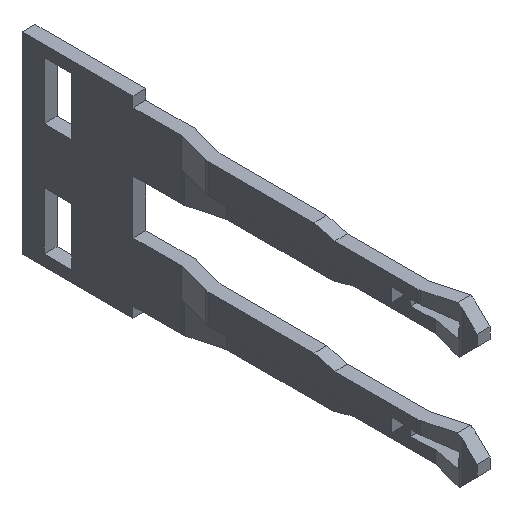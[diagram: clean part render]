
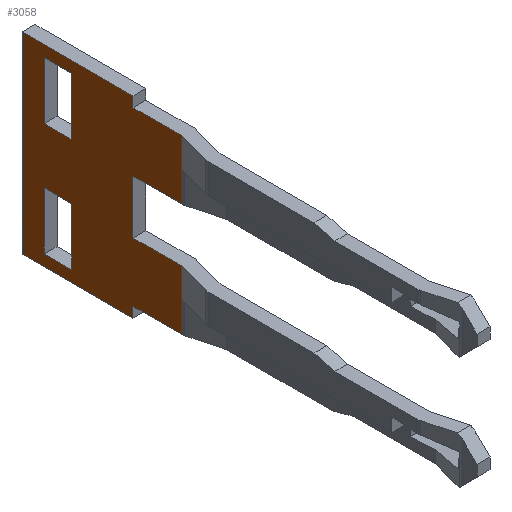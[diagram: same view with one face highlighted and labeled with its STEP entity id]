
A CAD part, isometric view. The second image highlights one B-rep face of the part: STEP entity #3058.
In plain terms, the highlighted planar face has unit normal (-1, 0, 0).
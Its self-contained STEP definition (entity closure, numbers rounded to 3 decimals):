
#261=DIRECTION('',(0.,1.,0.));
#262=VECTOR('',#261,2.6);
#263=CARTESIAN_POINT('',(3.35,28.3,-10.));
#264=LINE('',#263,#262);
#326=DIRECTION('',(0.,0.,-1.));
#327=VECTOR('',#326,0.55);
#328=CARTESIAN_POINT('',(3.35,30.9,-10.));
#329=LINE('',#328,#327);
#340=DIRECTION('',(0.,1.,0.));
#341=VECTOR('',#340,6.);
#342=CARTESIAN_POINT('',(3.35,30.9,-0.15));
#343=LINE('',#342,#341);
#347=DIRECTION('',(0.,0.,1.));
#348=VECTOR('',#347,0.55);
#349=CARTESIAN_POINT('',(3.35,30.9,-0.7));
#350=LINE('',#349,#348);
#354=DIRECTION('',(0.,0.,1.));
#355=VECTOR('',#354,2.9);
#356=CARTESIAN_POINT('',(3.35,30.9,-6.8));
#357=LINE('',#356,#355);
#361=DIRECTION('',(0.,0.,-1.));
#362=VECTOR('',#361,1.6);
#363=CARTESIAN_POINT('',(3.35,28.3,-8.4));
#364=LINE('',#363,#362);
#433=DIRECTION('',(0.,0.,-1.));
#434=VECTOR('',#433,1.6);
#435=CARTESIAN_POINT('',(3.35,28.3,-6.8));
#436=LINE('',#435,#434);
#440=DIRECTION('',(0.,-1.,0.));
#441=VECTOR('',#440,2.6);
#442=CARTESIAN_POINT('',(3.35,30.9,-6.8));
#443=LINE('',#442,#441);
#519=DIRECTION('',(0.,1.,0.));
#520=VECTOR('',#519,2.6);
#521=CARTESIAN_POINT('',(3.35,28.3,-3.9));
#522=LINE('',#521,#520);
#584=DIRECTION('',(0.,0.,-1.));
#585=VECTOR('',#584,1.6);
#586=CARTESIAN_POINT('',(3.35,28.3,-2.3));
#587=LINE('',#586,#585);
#829=DIRECTION('',(0.,-1.,0.));
#830=VECTOR('',#829,2.6);
#831=CARTESIAN_POINT('',(3.35,30.9,-0.7));
#832=LINE('',#831,#830);
#871=DIRECTION('',(0.,0.,1.));
#872=VECTOR('',#871,10.4);
#873=CARTESIAN_POINT('',(3.35,36.9,-10.55));
#874=LINE('',#873,#872);
#892=DIRECTION('',(0.,1.,0.));
#893=VECTOR('',#892,6.);
#894=CARTESIAN_POINT('',(3.35,30.9,-10.55));
#895=LINE('',#894,#893);
#1570=DIRECTION('',(0.,0.,-1.));
#1571=VECTOR('',#1570,1.6);
#1572=CARTESIAN_POINT('',(3.35,28.3,-0.7));
#1573=LINE('',#1572,#1571);
#2291=DIRECTION('',(0.,1.,0.));
#2292=VECTOR('',#2291,1.5);
#2293=CARTESIAN_POINT('',(3.35,34.2,-6.85));
#2294=LINE('',#2293,#2292);
#2312=DIRECTION('',(0.,0.,-1.));
#2313=VECTOR('',#2312,3.1);
#2314=CARTESIAN_POINT('',(3.35,35.7,-6.85));
#2315=LINE('',#2314,#2313);
#2333=DIRECTION('',(0.,-1.,0.));
#2334=VECTOR('',#2333,1.5);
#2335=CARTESIAN_POINT('',(3.35,35.7,-9.95));
#2336=LINE('',#2335,#2334);
#2340=DIRECTION('',(0.,0.,1.));
#2341=VECTOR('',#2340,3.1);
#2342=CARTESIAN_POINT('',(3.35,34.2,-9.95));
#2343=LINE('',#2342,#2341);
#2375=DIRECTION('',(0.,0.,1.));
#2376=VECTOR('',#2375,3.1);
#2377=CARTESIAN_POINT('',(3.35,34.2,-3.85));
#2378=LINE('',#2377,#2376);
#2382=DIRECTION('',(0.,1.,0.));
#2383=VECTOR('',#2382,1.5);
#2384=CARTESIAN_POINT('',(3.35,34.2,-0.75));
#2385=LINE('',#2384,#2383);
#2417=DIRECTION('',(0.,0.,-1.));
#2418=VECTOR('',#2417,3.1);
#2419=CARTESIAN_POINT('',(3.35,35.7,-0.75));
#2420=LINE('',#2419,#2418);
#2438=DIRECTION('',(0.,-1.,0.));
#2439=VECTOR('',#2438,1.5);
#2440=CARTESIAN_POINT('',(3.35,35.7,-3.85));
#2441=LINE('',#2440,#2439);
#2489=CARTESIAN_POINT('',(3.35,34.2,-9.95));
#2490=VERTEX_POINT('',#2489);
#2491=CARTESIAN_POINT('',(3.35,34.2,-6.85));
#2492=VERTEX_POINT('',#2491);
#2493=CARTESIAN_POINT('',(3.35,35.7,-9.95));
#2494=VERTEX_POINT('',#2493);
#2495=CARTESIAN_POINT('',(3.35,35.7,-6.85));
#2496=VERTEX_POINT('',#2495);
#2547=CARTESIAN_POINT('',(3.35,28.3,-0.7));
#2548=VERTEX_POINT('',#2547);
#2549=CARTESIAN_POINT('',(3.35,30.9,-0.7));
#2550=VERTEX_POINT('',#2549);
#2551=CARTESIAN_POINT('',(3.35,34.2,-0.75));
#2552=CARTESIAN_POINT('',(3.35,35.7,-0.75));
#2553=VERTEX_POINT('',#2551);
#2554=VERTEX_POINT('',#2552);
#2555=CARTESIAN_POINT('',(3.35,35.7,-3.85));
#2556=VERTEX_POINT('',#2555);
#2557=CARTESIAN_POINT('',(3.35,34.2,-3.85));
#2558=VERTEX_POINT('',#2557);
#2559=CARTESIAN_POINT('',(3.35,28.3,-10.));
#2560=CARTESIAN_POINT('',(3.35,30.9,-10.));
#2561=VERTEX_POINT('',#2559);
#2562=VERTEX_POINT('',#2560);
#2563=CARTESIAN_POINT('',(3.35,30.9,-10.55));
#2564=VERTEX_POINT('',#2563);
#2565=CARTESIAN_POINT('',(3.35,36.9,-10.55));
#2566=VERTEX_POINT('',#2565);
#2567=CARTESIAN_POINT('',(3.35,36.9,-0.15));
#2568=VERTEX_POINT('',#2567);
#2569=CARTESIAN_POINT('',(3.35,30.9,-0.15));
#2570=VERTEX_POINT('',#2569);
#2571=CARTESIAN_POINT('',(3.35,28.3,-2.3));
#2572=VERTEX_POINT('',#2571);
#2573=CARTESIAN_POINT('',(3.35,28.3,-3.9));
#2574=VERTEX_POINT('',#2573);
#2575=CARTESIAN_POINT('',(3.35,30.9,-3.9));
#2576=VERTEX_POINT('',#2575);
#2577=CARTESIAN_POINT('',(3.35,30.9,-6.8));
#2578=VERTEX_POINT('',#2577);
#2579=CARTESIAN_POINT('',(3.35,28.3,-6.8));
#2580=VERTEX_POINT('',#2579);
#2581=CARTESIAN_POINT('',(3.35,28.3,-8.4));
#2582=VERTEX_POINT('',#2581);
#3005=CARTESIAN_POINT('',(3.35,37.,-5.3));
#3006=DIRECTION('',(-1.,0.,0.));
#3007=DIRECTION('',(0.,1.,0.));
#3008=AXIS2_PLACEMENT_3D('',#3005,#3006,#3007);
#3009=PLANE('',#3008);
#3011=ORIENTED_EDGE('',*,*,#3010,.T.);
#3012=ORIENTED_EDGE('',*,*,#2958,.T.);
#3013=ORIENTED_EDGE('',*,*,#2989,.T.);
#3015=ORIENTED_EDGE('',*,*,#3014,.T.);
#3017=ORIENTED_EDGE('',*,*,#3016,.T.);
#3019=ORIENTED_EDGE('',*,*,#3018,.F.);
#3021=ORIENTED_EDGE('',*,*,#3020,.F.);
#3023=ORIENTED_EDGE('',*,*,#3022,.T.);
#3025=ORIENTED_EDGE('',*,*,#3024,.T.);
#3027=ORIENTED_EDGE('',*,*,#3026,.T.);
#3029=ORIENTED_EDGE('',*,*,#3028,.T.);
#3031=ORIENTED_EDGE('',*,*,#3030,.F.);
#3033=ORIENTED_EDGE('',*,*,#3032,.T.);
#3035=ORIENTED_EDGE('',*,*,#3034,.T.);
#3036=EDGE_LOOP('',(#3011,#3012,#3013,#3015,#3017,#3019,#3021,#3023,#3025,#3027,
#3029,#3031,#3033,#3035));
#3037=FACE_OUTER_BOUND('',#3036,.F.);
#3039=ORIENTED_EDGE('',*,*,#3038,.T.);
#3041=ORIENTED_EDGE('',*,*,#3040,.T.);
#3043=ORIENTED_EDGE('',*,*,#3042,.T.);
#3045=ORIENTED_EDGE('',*,*,#3044,.T.);
#3046=EDGE_LOOP('',(#3039,#3041,#3043,#3045));
#3047=FACE_BOUND('',#3046,.F.);
#3049=ORIENTED_EDGE('',*,*,#3048,.T.);
#3051=ORIENTED_EDGE('',*,*,#3050,.T.);
#3053=ORIENTED_EDGE('',*,*,#3052,.T.);
#3055=ORIENTED_EDGE('',*,*,#3054,.T.);
#3056=EDGE_LOOP('',(#3049,#3051,#3053,#3055));
#3057=FACE_BOUND('',#3056,.F.);
#2958=EDGE_CURVE('',#2561,#2562,#264,.T.);
#2989=EDGE_CURVE('',#2562,#2564,#329,.T.);
#3010=EDGE_CURVE('',#2582,#2561,#364,.T.);
#3014=EDGE_CURVE('',#2564,#2566,#895,.T.);
#3016=EDGE_CURVE('',#2566,#2568,#874,.T.);
#3018=EDGE_CURVE('',#2570,#2568,#343,.T.);
#3020=EDGE_CURVE('',#2550,#2570,#350,.T.);
#3022=EDGE_CURVE('',#2550,#2548,#832,.T.);
#3024=EDGE_CURVE('',#2548,#2572,#1573,.T.);
#3026=EDGE_CURVE('',#2572,#2574,#587,.T.);
#3028=EDGE_CURVE('',#2574,#2576,#522,.T.);
#3030=EDGE_CURVE('',#2578,#2576,#357,.T.);
#3032=EDGE_CURVE('',#2578,#2580,#443,.T.);
#3034=EDGE_CURVE('',#2580,#2582,#436,.T.);
#3038=EDGE_CURVE('',#2492,#2496,#2294,.T.);
#3040=EDGE_CURVE('',#2496,#2494,#2315,.T.);
#3042=EDGE_CURVE('',#2494,#2490,#2336,.T.);
#3044=EDGE_CURVE('',#2490,#2492,#2343,.T.);
#3048=EDGE_CURVE('',#2558,#2553,#2378,.T.);
#3050=EDGE_CURVE('',#2553,#2554,#2385,.T.);
#3052=EDGE_CURVE('',#2554,#2556,#2420,.T.);
#3054=EDGE_CURVE('',#2556,#2558,#2441,.T.);
#3058=ADVANCED_FACE('',(#3037,#3047,#3057),#3009,.T.);
